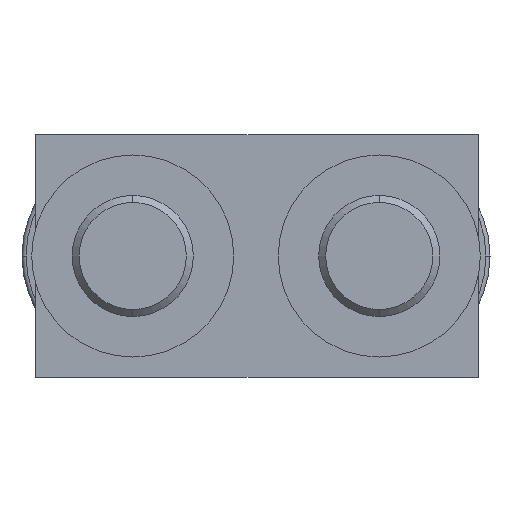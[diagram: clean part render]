
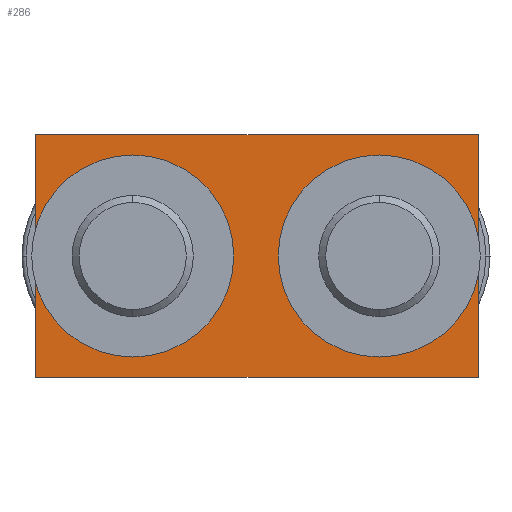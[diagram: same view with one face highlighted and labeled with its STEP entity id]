
A CAD part, front view. The second image highlights one B-rep face of the part: STEP entity #286.
In plain terms, the highlighted planar face has unit normal (0, -1, 0).
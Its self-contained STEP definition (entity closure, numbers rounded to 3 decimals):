
#95=DIRECTION('',(0.,0.,1.));
#96=VECTOR('',#95,6.);
#97=CARTESIAN_POINT('',(0.,-2.,-3.));
#98=LINE('',#97,#96);
#99=DIRECTION('',(1.,0.,0.));
#100=VECTOR('',#99,10.95);
#101=CARTESIAN_POINT('',(0.,-2.,3.));
#102=LINE('',#101,#100);
#103=DIRECTION('',(0.,0.,-1.));
#104=VECTOR('',#103,6.);
#105=CARTESIAN_POINT('',(10.95,-2.,3.));
#106=LINE('',#105,#104);
#107=DIRECTION('',(-1.,0.,0.));
#108=VECTOR('',#107,10.95);
#109=CARTESIAN_POINT('',(10.95,-2.,-3.));
#110=LINE('',#109,#108);
#111=CARTESIAN_POINT('',(2.4,-2.,0.));
#112=DIRECTION('',(0.,1.,0.));
#113=DIRECTION('',(1.,0.,0.));
#114=AXIS2_PLACEMENT_3D('',#111,#112,#113);
#116=CARTESIAN_POINT('',(2.4,-2.,0.));
#117=DIRECTION('',(0.,1.,0.));
#118=DIRECTION('',(-1.,0.,0.));
#119=AXIS2_PLACEMENT_3D('',#116,#117,#118);
#121=CARTESIAN_POINT('',(8.5,-2.,0.));
#122=DIRECTION('',(0.,1.,0.));
#123=DIRECTION('',(1.,0.,0.));
#124=AXIS2_PLACEMENT_3D('',#121,#122,#123);
#126=CARTESIAN_POINT('',(8.5,-2.,0.));
#127=DIRECTION('',(0.,1.,0.));
#128=DIRECTION('',(-1.,0.,0.));
#129=AXIS2_PLACEMENT_3D('',#126,#127,#128);
#155=CARTESIAN_POINT('',(0.,-2.,-3.));
#156=CARTESIAN_POINT('',(0.,-2.,3.));
#157=VERTEX_POINT('',#155);
#158=VERTEX_POINT('',#156);
#159=CARTESIAN_POINT('',(10.95,-2.,3.));
#160=VERTEX_POINT('',#159);
#161=CARTESIAN_POINT('',(10.95,-2.,-3.));
#162=VERTEX_POINT('',#161);
#167=CARTESIAN_POINT('',(4.1,-2.,0.));
#168=CARTESIAN_POINT('',(0.7,-2.,0.));
#169=VERTEX_POINT('',#167);
#170=VERTEX_POINT('',#168);
#175=CARTESIAN_POINT('',(10.2,-2.,0.));
#176=CARTESIAN_POINT('',(6.8,-2.,0.));
#177=VERTEX_POINT('',#175);
#178=VERTEX_POINT('',#176);
#263=CARTESIAN_POINT('',(0.,-2.,0.));
#264=DIRECTION('',(0.,1.,0.));
#265=DIRECTION('',(1.,0.,0.));
#266=AXIS2_PLACEMENT_3D('',#263,#264,#265);
#267=PLANE('',#266);
#268=ORIENTED_EDGE('',*,*,#215,.T.);
#269=ORIENTED_EDGE('',*,*,#230,.T.);
#270=ORIENTED_EDGE('',*,*,#244,.T.);
#271=ORIENTED_EDGE('',*,*,#257,.T.);
#272=EDGE_LOOP('',(#268,#269,#270,#271));
#273=FACE_OUTER_BOUND('',#272,.F.);
#275=ORIENTED_EDGE('',*,*,#274,.F.);
#277=ORIENTED_EDGE('',*,*,#276,.F.);
#278=EDGE_LOOP('',(#275,#277));
#279=FACE_BOUND('',#278,.F.);
#281=ORIENTED_EDGE('',*,*,#280,.F.);
#283=ORIENTED_EDGE('',*,*,#282,.F.);
#284=EDGE_LOOP('',(#281,#283));
#285=FACE_BOUND('',#284,.F.);
#286=ADVANCED_FACE('',(#273,#279,#285),#267,.F.);
#115=CIRCLE('',#114,1.7);
#120=CIRCLE('',#119,1.7);
#125=CIRCLE('',#124,1.7);
#130=CIRCLE('',#129,1.7);
#215=EDGE_CURVE('',#157,#158,#98,.T.);
#230=EDGE_CURVE('',#158,#160,#102,.T.);
#244=EDGE_CURVE('',#160,#162,#106,.T.);
#257=EDGE_CURVE('',#162,#157,#110,.T.);
#274=EDGE_CURVE('',#169,#170,#115,.T.);
#276=EDGE_CURVE('',#170,#169,#120,.T.);
#280=EDGE_CURVE('',#177,#178,#125,.T.);
#282=EDGE_CURVE('',#178,#177,#130,.T.);
